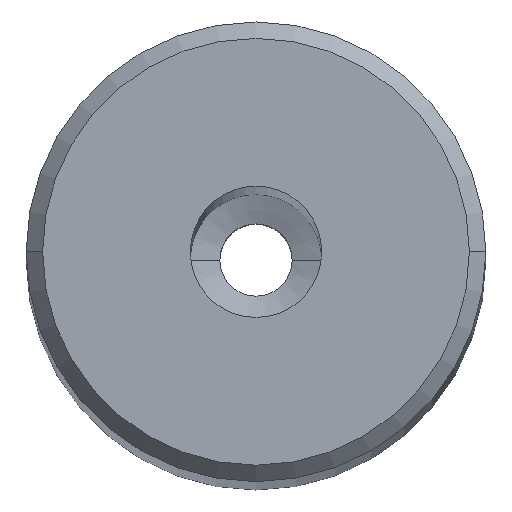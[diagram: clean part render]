
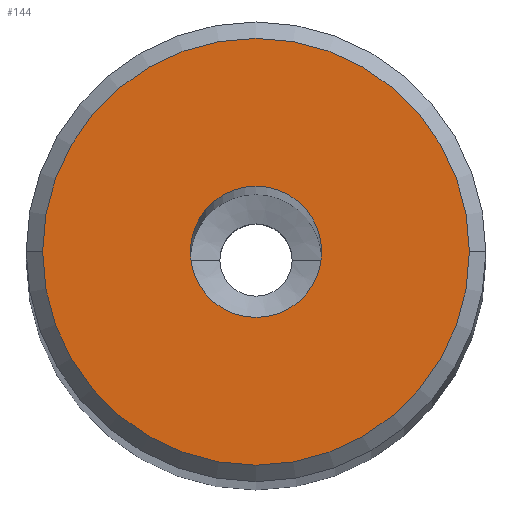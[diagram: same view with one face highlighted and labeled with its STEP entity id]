
A CAD part, top view. The second image highlights one B-rep face of the part: STEP entity #144.
In plain terms, the highlighted planar face has unit normal (0, 0, 1).
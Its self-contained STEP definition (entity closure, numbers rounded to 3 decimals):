
#128=EDGE_CURVE('NONE',#138,#152,#307,.T.);
#138=VERTEX_POINT('NONE',#319);
#144=ADVANCED_FACE('NONE',(#327,#328),#329,.F.);
#152=VERTEX_POINT('NONE',#338);
#174=VERTEX_POINT('NONE',#363);
#190=VERTEX_POINT('NONE',#380);
#224=EDGE_CURVE('NONE',#190,#174,#416,.T.);
#244=EDGE_CURVE('NONE',#174,#190,#441,.T.);
#262=EDGE_CURVE('NONE',#152,#138,#460,.T.);
#307=CIRCLE('',#507,6.5);
#319=CARTESIAN_POINT('',(6.5,0.,147.0));
#327=FACE_OUTER_BOUND('',#528,.T.);
#328=FACE_BOUND('',#529,.T.);
#329=PLANE('',#530);
#338=CARTESIAN_POINT('',(-6.5,0.0,147.0));
#363=CARTESIAN_POINT('',(-2.0,0.,147.0));
#380=CARTESIAN_POINT('',(2.0,0.0,147.0));
#416=CIRCLE('',#640,2.0);
#441=CIRCLE('',#671,2.0);
#460=CIRCLE('',#701,6.5);
#507=AXIS2_PLACEMENT_3D('',#740,#741,#742);
#528=EDGE_LOOP('',(#779,#780));
#529=EDGE_LOOP('',(#781,#782));
#530=AXIS2_PLACEMENT_3D('',#783,#784,#785);
#640=AXIS2_PLACEMENT_3D('',#869,#870,#871);
#671=AXIS2_PLACEMENT_3D('',#909,#910,#911);
#701=AXIS2_PLACEMENT_3D('',#935,#936,#937);
#740=CARTESIAN_POINT('',(0.0,0.0,147.0));
#741=DIRECTION('',(0.0,0.0,1.0));
#742=DIRECTION('',(-1.0,0.0,0.0));
#779=ORIENTED_EDGE('',*,*,#262,.T.);
#780=ORIENTED_EDGE('',*,*,#128,.T.);
#781=ORIENTED_EDGE('',*,*,#224,.F.);
#782=ORIENTED_EDGE('',*,*,#244,.F.);
#783=CARTESIAN_POINT('',(0.0,7.,147.0));
#784=DIRECTION('',(0.0,0.0,-1.0));
#785=DIRECTION('',(0.0,1.0,0.0));
#869=CARTESIAN_POINT('',(0.0,0.0,147.0));
#870=DIRECTION('',(0.0,0.0,1.0));
#871=DIRECTION('',(1.0,0.0,0.0));
#909=CARTESIAN_POINT('',(0.0,0.0,147.0));
#910=DIRECTION('',(0.0,0.0,1.0));
#911=DIRECTION('',(1.0,0.0,0.0));
#935=CARTESIAN_POINT('',(0.0,0.0,147.0));
#936=DIRECTION('',(0.0,0.0,1.0));
#937=DIRECTION('',(-1.0,0.0,0.0));
